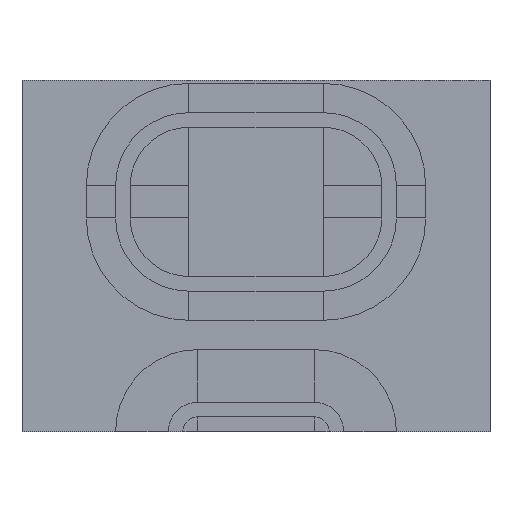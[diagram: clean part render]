
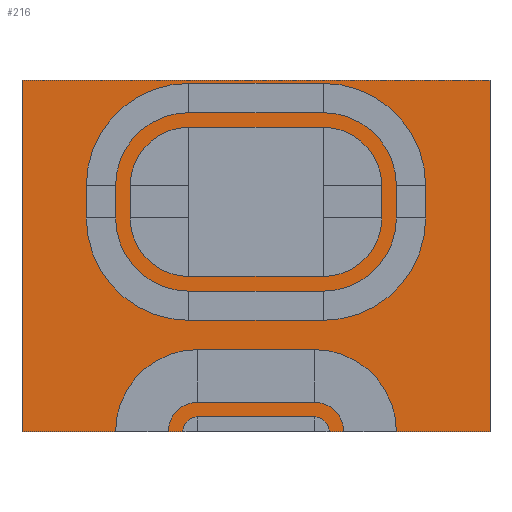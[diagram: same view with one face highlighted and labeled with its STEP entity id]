
A CAD part, front view. The second image highlights one B-rep face of the part: STEP entity #216.
In plain terms, the highlighted planar face has unit normal (0, -1, 0).
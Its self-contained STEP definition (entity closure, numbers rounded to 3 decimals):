
#216=ADVANCED_FACE('',(#345),#346,.T.);
#345=FACE_OUTER_BOUND('',#597,.T.);
#346=PLANE('',#598);
#597=EDGE_LOOP('',(#859,#860,#861,#862));
#598=AXIS2_PLACEMENT_3D('',#863,#864,#865);
#859=ORIENTED_EDGE('',*,*,#1722,.T.);
#860=ORIENTED_EDGE('',*,*,#1723,.F.);
#861=ORIENTED_EDGE('',*,*,#1724,.F.);
#862=ORIENTED_EDGE('',*,*,#1720,.T.);
#863=CARTESIAN_POINT('',(0.0,68.5,0.0));
#864=DIRECTION('',(0.0,-1.0,0.0));
#865=DIRECTION('',(1.0,0.0,-0.0));
#1720=EDGE_CURVE('',#1971,#1969,#1972,.T.);
#1722=EDGE_CURVE('',#1969,#1974,#1975,.T.);
#1723=EDGE_CURVE('',#1976,#1974,#1977,.T.);
#1724=EDGE_CURVE('',#1971,#1976,#1978,.T.);
#1969=VERTEX_POINT('',#2381);
#1971=VERTEX_POINT('',#2384);
#1972=LINE('',#2385,#2386);
#1974=VERTEX_POINT('',#2389);
#1975=LINE('',#2390,#2391);
#1976=VERTEX_POINT('',#2392);
#1977=LINE('',#2393,#2394);
#1978=LINE('',#2395,#2396);
#2381=CARTESIAN_POINT('',(80.0,68.5,120.0));
#2384=CARTESIAN_POINT('',(80.0,68.5,0.0));
#2385=CARTESIAN_POINT('',(80.0,68.5,0.0));
#2386=VECTOR('',#2998,1.0);
#2389=CARTESIAN_POINT('',(-80.0,68.5,120.0));
#2390=CARTESIAN_POINT('',(80.0,68.5,120.0));
#2391=VECTOR('',#3000,1.0);
#2392=CARTESIAN_POINT('',(-80.0,68.5,0.0));
#2393=CARTESIAN_POINT('',(-80.0,68.5,0.0));
#2394=VECTOR('',#3001,1.0);
#2395=CARTESIAN_POINT('',(80.0,68.5,0.0));
#2396=VECTOR('',#3002,1.0);
#2998=DIRECTION('',(0.0,0.0,1.0));
#3000=DIRECTION('',(-1.0,0.0,0.0));
#3001=DIRECTION('',(0.0,0.0,1.0));
#3002=DIRECTION('',(-1.0,0.0,0.0));
